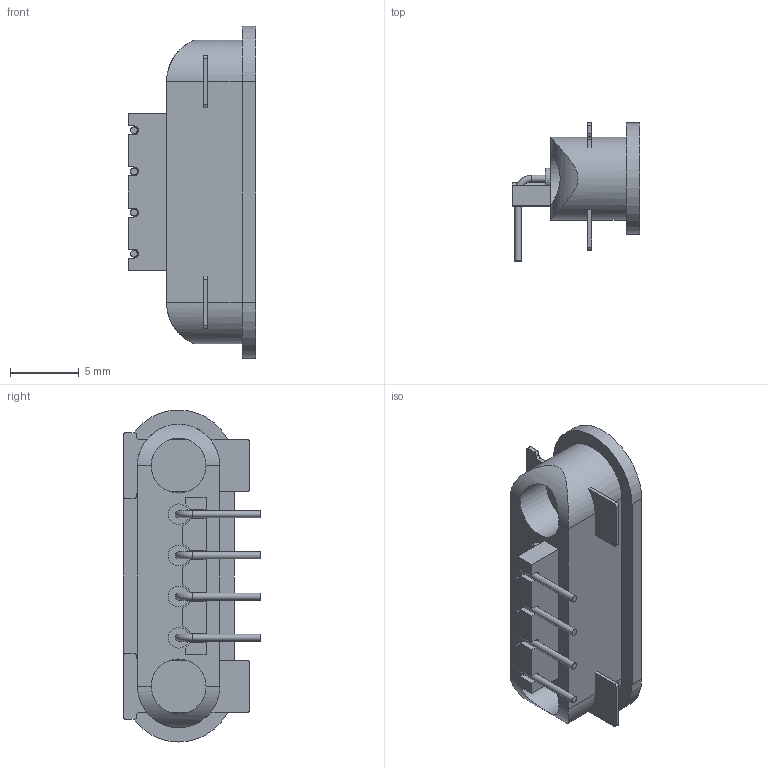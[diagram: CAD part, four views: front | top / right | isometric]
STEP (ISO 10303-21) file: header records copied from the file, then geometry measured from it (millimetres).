
FILE_DESCRIPTION(/* description */ (''),/* implementation_level */ '2;1');
FILE_NAME(/* name */ 'PogoFemale.step',/* time_stamp */ '2022-09-22T23:40:41-05:00',/* author */ (''),/* organization */ (''),/* preprocessor_version */ 'ST-DEVELOPER v19',/* originating_system */ 'Autodesk Translation Framework v11.7.0.108',/* authorisation */ '');
FILE_SCHEMA (('AUTOMOTIVE_DESIGN { 1 0 10303 214 3 1 1 }'));
Length unit declared in the file: millimetre
Products named in the file (1): Pogo
Bounding box: 9.3 x 10.05 x 24.2 mm (x, y, z)
Volume: 846.5 mm3; surface area: 1466 mm2
Topology: 9 solids, 9 shells, 118 faces, 286 edges, 190 vertices
Faces by surface type: plane 64, cylinder 50, torus 4
Full cylindrical faces by diameter (mm): 0.5 x8, 1.5 x8, 4 x4
Entity records: 3684 total; most frequent: CARTESIAN_POINT 750, DIRECTION 620, ORIENTED_EDGE 572, EDGE_CURVE 286, AXIS2_PLACEMENT_3D 226, VERTEX_POINT 190, LINE 168, VECTOR 168
